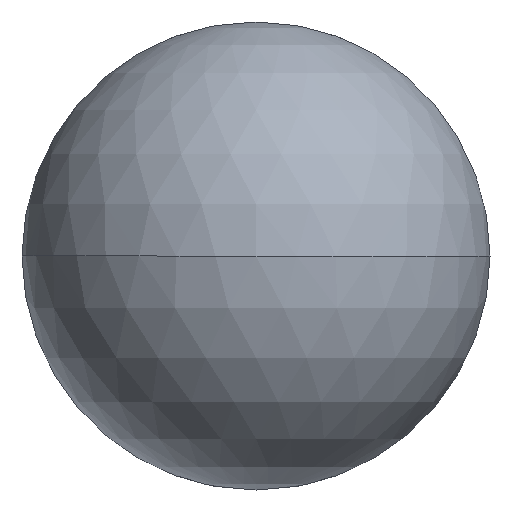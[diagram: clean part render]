
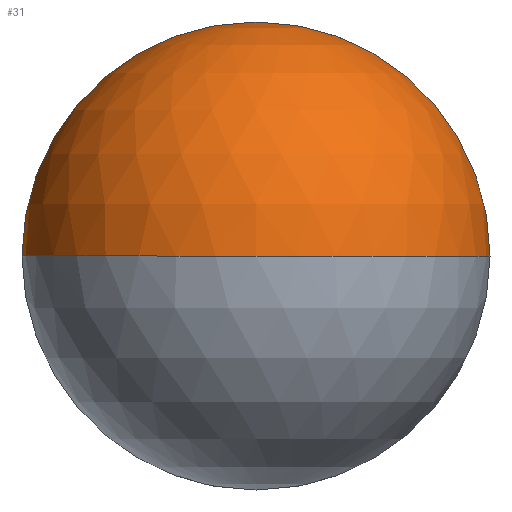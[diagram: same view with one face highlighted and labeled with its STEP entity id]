
A CAD part, front view. The second image highlights one B-rep face of the part: STEP entity #31.
In plain terms, the highlighted spherical face has radius 12.7 mm.
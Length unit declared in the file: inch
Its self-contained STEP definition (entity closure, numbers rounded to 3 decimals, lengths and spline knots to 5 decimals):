
#2 = DIRECTION ( 'NONE',  ( 1., 0., 0. ) ) ;
#6 = CARTESIAN_POINT ( 'NONE',  ( 0., 0.5, 0. ) ) ;
#9 = CARTESIAN_POINT ( 'NONE',  ( 0., 0.5, 0.5 ) ) ;
#11 = ORIENTED_EDGE ( 'NONE', *, *, #220, .T. ) ;
#16 = FACE_OUTER_BOUND ( 'NONE', #87, .T. ) ;
#29 = DIRECTION ( 'NONE',  ( 0., 0., 1. ) ) ;
#31 = ADVANCED_FACE ( 'NONE', ( #16 ), #370, .T. ) ;
#39 = AXIS2_PLACEMENT_3D ( 'NONE', #156, #285, #198 ) ;
#49 = AXIS2_PLACEMENT_3D ( 'NONE', #96, #207, #174 ) ;
#52 = VERTEX_POINT ( 'NONE', #138 ) ;
#66 = EDGE_CURVE ( 'NONE', #323, #52, #364, .T. ) ;
#82 = CARTESIAN_POINT ( 'NONE',  ( 0., 0.5, 0. ) ) ;
#87 = EDGE_LOOP ( 'NONE', ( #298, #11, #246, #318 ) ) ;
#96 = CARTESIAN_POINT ( 'NONE',  ( 0., 0.5, 0. ) ) ;
#136 = CIRCLE ( 'NONE', #49, 0.5 ) ;
#138 = CARTESIAN_POINT ( 'NONE',  ( 0., 0., 0. ) ) ;
#143 = CARTESIAN_POINT ( 'NONE',  ( -0.5, 0.5, 0. ) ) ;
#156 = CARTESIAN_POINT ( 'NONE',  ( 0., 0.5, 0. ) ) ;
#157 = AXIS2_PLACEMENT_3D ( 'NONE', #348, #320, #172 ) ;
#172 = DIRECTION ( 'NONE',  ( 0., 0., -1. ) ) ;
#174 = DIRECTION ( 'NONE',  ( 0., 0., -1. ) ) ;
#181 = VERTEX_POINT ( 'NONE', #9 ) ;
#195 = CIRCLE ( 'NONE', #322, 0.5 ) ;
#198 = DIRECTION ( 'NONE',  ( -1., 0., 0. ) ) ;
#203 = CARTESIAN_POINT ( 'NONE',  ( 0.5, 0.5, 0. ) ) ;
#207 = DIRECTION ( 'NONE',  ( 0., -1., 0. ) ) ;
#215 = EDGE_CURVE ( 'NONE', #323, #181, #136, .T. ) ;
#220 = EDGE_CURVE ( 'NONE', #297, #52, #195, .T. ) ;
#246 = ORIENTED_EDGE ( 'NONE', *, *, #66, .F. ) ;
#278 = EDGE_CURVE ( 'NONE', #181, #297, #330, .T. ) ;
#285 = DIRECTION ( 'NONE',  ( 0., 0., -1. ) ) ;
#295 = AXIS2_PLACEMENT_3D ( 'NONE', #82, #335, #359 ) ;
#297 = VERTEX_POINT ( 'NONE', #143 ) ;
#298 = ORIENTED_EDGE ( 'NONE', *, *, #278, .T. ) ;
#318 = ORIENTED_EDGE ( 'NONE', *, *, #215, .T. ) ;
#320 = DIRECTION ( 'NONE',  ( 0., -1., 0. ) ) ;
#322 = AXIS2_PLACEMENT_3D ( 'NONE', #6, #29, #2 ) ;
#323 = VERTEX_POINT ( 'NONE', #203 ) ;
#330 = CIRCLE ( 'NONE', #157, 0.5 ) ;
#335 = DIRECTION ( 'NONE',  ( 0., 0., 1. ) ) ;
#348 = CARTESIAN_POINT ( 'NONE',  ( 0., 0.5, 0. ) ) ;
#359 = DIRECTION ( 'NONE',  ( 1., 0., 0. ) ) ;
#364 = CIRCLE ( 'NONE', #39, 0.5 ) ;
#370 = SPHERICAL_SURFACE ( 'NONE', #295, 0.5 ) ;
